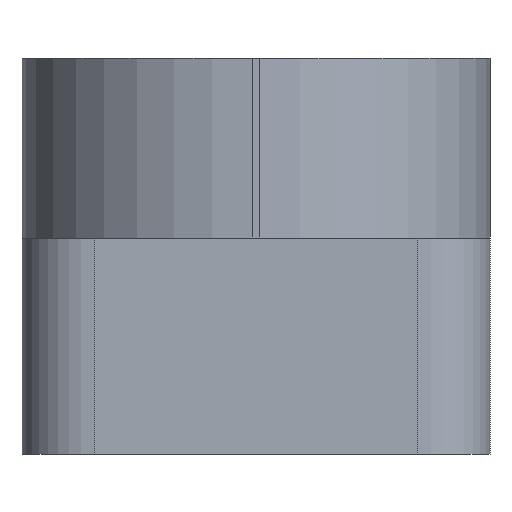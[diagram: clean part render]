
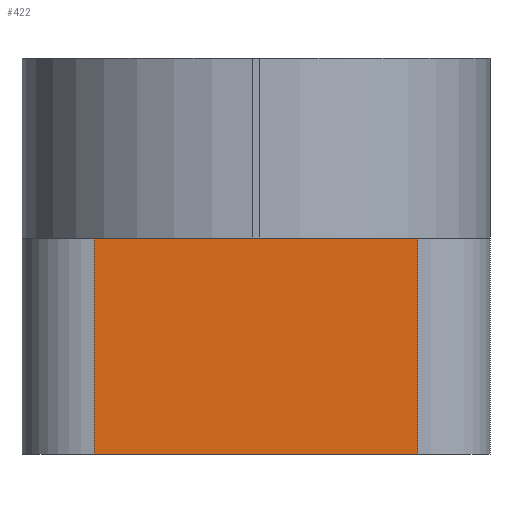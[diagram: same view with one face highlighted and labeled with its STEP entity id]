
A CAD part, left-side view. The second image highlights one B-rep face of the part: STEP entity #422.
In plain terms, the highlighted planar face has unit normal (-1, 0, 0).
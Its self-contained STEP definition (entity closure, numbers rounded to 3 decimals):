
#92=ORIENTED_EDGE('',*,*,#168,.F.);
#93=ORIENTED_EDGE('',*,*,#202,.T.);
#94=ORIENTED_EDGE('',*,*,#203,.T.);
#95=ORIENTED_EDGE('',*,*,#204,.T.);
#168=EDGE_CURVE('',#228,#229,#266,.T.);
#202=EDGE_CURVE('',#228,#252,#290,.F.);
#203=EDGE_CURVE('',#252,#253,#291,.T.);
#204=EDGE_CURVE('',#253,#229,#292,.T.);
#228=VERTEX_POINT('',#624);
#229=VERTEX_POINT('',#626);
#252=VERTEX_POINT('',#690);
#253=VERTEX_POINT('',#692);
#266=LINE('',#625,#310);
#290=LINE('',#689,#334);
#291=LINE('',#691,#335);
#292=LINE('',#693,#336);
#310=VECTOR('',#500,1000.);
#334=VECTOR('',#558,1000.);
#335=VECTOR('',#559,1000.);
#336=VECTOR('',#560,1000.);
#359=EDGE_LOOP('',(#92,#93,#94,#95));
#383=FACE_BOUND('',#359,.T.);
#407=PLANE('',#470);
#422=ADVANCED_FACE('',(#383),#407,.T.);
#470=AXIS2_PLACEMENT_3D('',#688,#556,#557);
#500=DIRECTION('',(0.,-1.,0.));
#556=DIRECTION('',(-1.,0.,0.));
#557=DIRECTION('',(0.,0.,1.));
#558=DIRECTION('',(0.,0.,1.));
#559=DIRECTION('',(0.,-1.,0.));
#560=DIRECTION('',(0.,0.,1.));
#624=CARTESIAN_POINT('',(-4.5,2.25,0.));
#625=CARTESIAN_POINT('',(-4.5,3.25,0.));
#626=CARTESIAN_POINT('',(-4.5,-2.25,0.));
#688=CARTESIAN_POINT('',(-4.5,3.25,-3.));
#689=CARTESIAN_POINT('',(-4.5,2.25,-3.));
#690=CARTESIAN_POINT('',(-4.5,2.25,-3.));
#691=CARTESIAN_POINT('',(-4.5,3.25,-3.));
#692=CARTESIAN_POINT('',(-4.5,-2.25,-3.));
#693=CARTESIAN_POINT('',(-4.5,-2.25,0.));
